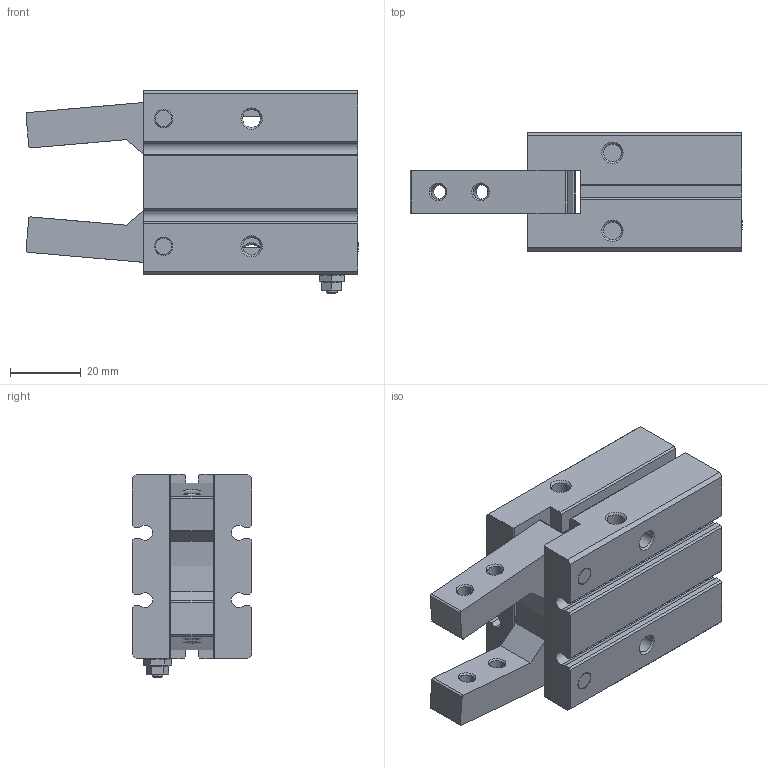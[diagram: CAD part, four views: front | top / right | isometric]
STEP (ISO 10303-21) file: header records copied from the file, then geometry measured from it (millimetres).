
FILE_DESCRIPTION (( 'STEP AP214' ), '1' );
FILE_NAME ('PGA-25-A.STEP', '2023-04-04T12:16:48', ( '' ), ( '' ), 'SwSTEP 2.0', 'SolidWorks 2015', '' );
FILE_SCHEMA (( 'AUTOMOTIVE_DESIGN' ));
Length unit declared in the file: millimetre
Products named in the file (3): PGA-25-A finger; PGA-25-A; PGA-25-A body
Assembly tree (3 placements, depth 2):
  PGA-25-A
    PGA-25-A body
    PGA-25-A finger  x2
Bounding box: 93.55 x 33.6 x 57.4 mm (x, y, z)
Volume: 99257.8 mm3; surface area: 28455.5 mm2
Topology: 3 solids, 3 shells, 443 faces, 1146 edges, 736 vertices
Faces by surface type: plane 221, cylinder 88, cone 83, bspline 51
Entity records: 15233 total; most frequent: CARTESIAN_POINT 5300, ORIENTED_EDGE 2116, DIRECTION 1896, EDGE_CURVE 1058, VECTOR 690, LINE 690, VERTEX_POINT 680, AXIS2_PLACEMENT_3D 603
